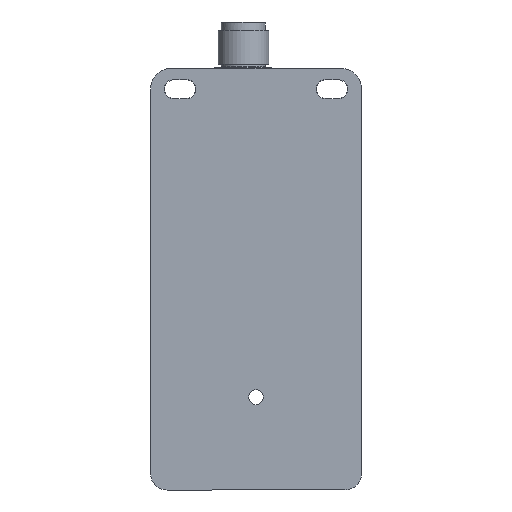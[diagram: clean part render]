
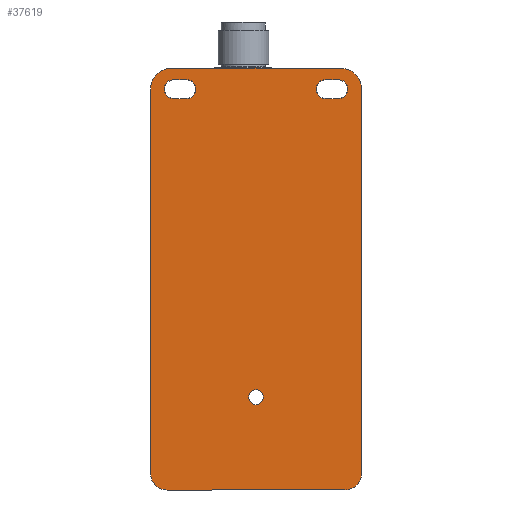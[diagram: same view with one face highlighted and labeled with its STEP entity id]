
A CAD part, front view. The second image highlights one B-rep face of the part: STEP entity #37619.
In plain terms, the highlighted face is planar.
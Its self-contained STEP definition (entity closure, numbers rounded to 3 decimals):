
#1403=FACE_BOUND('',#3743,.T.);
#1404=FACE_BOUND('',#3744,.T.);
#1405=FACE_BOUND('',#3745,.T.);
#1645=FACE_OUTER_BOUND('',#3742,.T.);
#3742=EDGE_LOOP('',(#23970,#23971,#23972,#23973,#23974,#23975,#23976,#23977,
#23978,#23979));
#3743=EDGE_LOOP('',(#23980));
#3744=EDGE_LOOP('',(#23981,#23982,#23983,#23984));
#3745=EDGE_LOOP('',(#23985,#23986,#23987,#23988));
#5909=CIRCLE('',#39814,1.75);
#5940=CIRCLE('',#39927,2.25);
#5941=CIRCLE('',#39928,2.25);
#5942=CIRCLE('',#39929,2.25);
#5943=CIRCLE('',#39930,2.25);
#7197=ELLIPSE('',#39923,5.002,5.);
#7198=ELLIPSE('',#39924,5.002,5.);
#7199=ELLIPSE('',#39925,3.928,3.927);
#7200=ELLIPSE('',#39926,3.928,3.927);
#7704=LINE('',#55156,#11132);
#7705=LINE('',#55158,#11133);
#7706=LINE('',#55162,#11134);
#7707=LINE('',#55166,#11135);
#7708=LINE('',#55168,#11136);
#7709=LINE('',#55172,#11137);
#7710=LINE('',#55176,#11138);
#7711=LINE('',#55180,#11139);
#7712=LINE('',#55184,#11140);
#7713=LINE('',#55188,#11141);
#11132=VECTOR('',#43882,0.011);
#11133=VECTOR('',#43883,91.364);
#11134=VECTOR('',#43886,40.002);
#11135=VECTOR('',#43889,91.364);
#11136=VECTOR('',#43890,0.011);
#11137=VECTOR('',#43893,42.148);
#11138=VECTOR('',#43896,3.);
#11139=VECTOR('',#43899,3.);
#11140=VECTOR('',#43902,3.);
#11141=VECTOR('',#43905,3.);
#14586=VERTEX_POINT('',#54857);
#14691=VERTEX_POINT('',#55154);
#14692=VERTEX_POINT('',#55155);
#14693=VERTEX_POINT('',#55157);
#14694=VERTEX_POINT('',#55159);
#14695=VERTEX_POINT('',#55161);
#14696=VERTEX_POINT('',#55163);
#14697=VERTEX_POINT('',#55165);
#14698=VERTEX_POINT('',#55167);
#14699=VERTEX_POINT('',#55169);
#14700=VERTEX_POINT('',#55171);
#14701=VERTEX_POINT('',#55174);
#14702=VERTEX_POINT('',#55175);
#14703=VERTEX_POINT('',#55177);
#14704=VERTEX_POINT('',#55179);
#14705=VERTEX_POINT('',#55182);
#14706=VERTEX_POINT('',#55183);
#14707=VERTEX_POINT('',#55185);
#14708=VERTEX_POINT('',#55187);
#18223=EDGE_CURVE('',#14586,#14586,#5909,.T.);
#18362=EDGE_CURVE('',#14691,#14692,#7704,.T.);
#18363=EDGE_CURVE('',#14693,#14691,#7705,.T.);
#18364=EDGE_CURVE('',#14694,#14693,#7197,.T.);
#18365=EDGE_CURVE('',#14695,#14694,#7706,.T.);
#18366=EDGE_CURVE('',#14696,#14695,#7198,.T.);
#18367=EDGE_CURVE('',#14697,#14696,#7707,.T.);
#18368=EDGE_CURVE('',#14698,#14697,#7708,.T.);
#18369=EDGE_CURVE('',#14699,#14698,#7199,.T.);
#18370=EDGE_CURVE('',#14699,#14700,#7709,.T.);
#18371=EDGE_CURVE('',#14692,#14700,#7200,.T.);
#18372=EDGE_CURVE('',#14701,#14702,#7710,.T.);
#18373=EDGE_CURVE('',#14702,#14703,#5940,.T.);
#18374=EDGE_CURVE('',#14703,#14704,#7711,.T.);
#18375=EDGE_CURVE('',#14704,#14701,#5941,.T.);
#18376=EDGE_CURVE('',#14705,#14706,#7712,.T.);
#18377=EDGE_CURVE('',#14706,#14707,#5942,.T.);
#18378=EDGE_CURVE('',#14707,#14708,#7713,.T.);
#18379=EDGE_CURVE('',#14708,#14705,#5943,.T.);
#23970=ORIENTED_EDGE('',*,*,#18362,.F.);
#23971=ORIENTED_EDGE('',*,*,#18363,.F.);
#23972=ORIENTED_EDGE('',*,*,#18364,.F.);
#23973=ORIENTED_EDGE('',*,*,#18365,.F.);
#23974=ORIENTED_EDGE('',*,*,#18366,.F.);
#23975=ORIENTED_EDGE('',*,*,#18367,.F.);
#23976=ORIENTED_EDGE('',*,*,#18368,.F.);
#23977=ORIENTED_EDGE('',*,*,#18369,.F.);
#23978=ORIENTED_EDGE('',*,*,#18370,.T.);
#23979=ORIENTED_EDGE('',*,*,#18371,.F.);
#23980=ORIENTED_EDGE('',*,*,#18223,.T.);
#23981=ORIENTED_EDGE('',*,*,#18372,.T.);
#23982=ORIENTED_EDGE('',*,*,#18373,.T.);
#23983=ORIENTED_EDGE('',*,*,#18374,.T.);
#23984=ORIENTED_EDGE('',*,*,#18375,.T.);
#23985=ORIENTED_EDGE('',*,*,#18376,.T.);
#23986=ORIENTED_EDGE('',*,*,#18377,.T.);
#23987=ORIENTED_EDGE('',*,*,#18378,.T.);
#23988=ORIENTED_EDGE('',*,*,#18379,.T.);
#34276=PLANE('',#39922);
#37619=ADVANCED_FACE('',(#1645,#1403,#1404,#1405),#34276,.F.);
#39814=AXIS2_PLACEMENT_3D('',#54858,#43593,#43594);
#39922=AXIS2_PLACEMENT_3D('',#55153,#43880,#43881);
#39923=AXIS2_PLACEMENT_3D('',#55160,#43884,#43885);
#39924=AXIS2_PLACEMENT_3D('',#55164,#43887,#43888);
#39925=AXIS2_PLACEMENT_3D('',#55170,#43891,#43892);
#39926=AXIS2_PLACEMENT_3D('',#55173,#43894,#43895);
#39927=AXIS2_PLACEMENT_3D('',#55178,#43897,#43898);
#39928=AXIS2_PLACEMENT_3D('',#55181,#43900,#43901);
#39929=AXIS2_PLACEMENT_3D('',#55186,#43903,#43904);
#39930=AXIS2_PLACEMENT_3D('',#55189,#43906,#43907);
#43593=DIRECTION('center_axis',(0.,0.,1.));
#43594=DIRECTION('ref_axis',(1.,0.,0.));
#43880=DIRECTION('center_axis',(0.,0.,1.));
#43881=DIRECTION('ref_axis',(1.,0.,0.));
#43882=DIRECTION('',(-1.,0.,0.));
#43883=DIRECTION('',(0.,1.,0.));
#43884=DIRECTION('center_axis',(0.,0.,1.));
#43885=DIRECTION('ref_axis',(0.707,-0.707,0.));
#43886=DIRECTION('',(1.,0.,0.));
#43887=DIRECTION('center_axis',(0.,0.,1.));
#43888=DIRECTION('ref_axis',(-0.707,-0.707,0.));
#43889=DIRECTION('',(0.,-1.,0.));
#43890=DIRECTION('',(-1.,0.,0.));
#43891=DIRECTION('center_axis',(0.,0.,1.));
#43892=DIRECTION('ref_axis',(-0.707,0.707,0.));
#43893=DIRECTION('',(1.,0.,0.));
#43894=DIRECTION('center_axis',(0.,0.,1.));
#43895=DIRECTION('ref_axis',(0.707,0.707,0.));
#43896=DIRECTION('',(1.,0.,0.));
#43897=DIRECTION('center_axis',(0.,0.,1.));
#43898=DIRECTION('ref_axis',(0.,-1.,0.));
#43899=DIRECTION('',(-1.,0.,0.));
#43900=DIRECTION('center_axis',(0.,0.,1.));
#43901=DIRECTION('ref_axis',(0.,1.,0.));
#43902=DIRECTION('',(-1.,0.,0.));
#43903=DIRECTION('center_axis',(0.,0.,1.));
#43904=DIRECTION('ref_axis',(0.,1.,0.));
#43905=DIRECTION('',(1.,0.,0.));
#43906=DIRECTION('center_axis',(0.,0.,1.));
#43907=DIRECTION('ref_axis',(0.,-1.,0.));
#54857=CARTESIAN_POINT('',(-1.75,78.,0.));
#54858=CARTESIAN_POINT('Origin',(0.,78.,0.));
#55153=CARTESIAN_POINT('Origin',(-18.,5.,0.));
#55154=CARTESIAN_POINT('',(25.,96.363,0.));
#55155=CARTESIAN_POINT('',(24.989,96.363,0.));
#55156=CARTESIAN_POINT('',(25.,96.363,0.));
#55157=CARTESIAN_POINT('',(25.,4.999,0.));
#55158=CARTESIAN_POINT('',(25.,4.999,0.));
#55159=CARTESIAN_POINT('',(20.001,0.,0.));
#55160=CARTESIAN_POINT('Origin',(19.999,5.001,0.));
#55161=CARTESIAN_POINT('',(-20.001,0.,0.));
#55162=CARTESIAN_POINT('',(-20.001,0.,0.));
#55163=CARTESIAN_POINT('',(-25.,4.999,0.));
#55164=CARTESIAN_POINT('Origin',(-19.999,5.001,0.));
#55165=CARTESIAN_POINT('',(-25.,96.363,0.));
#55166=CARTESIAN_POINT('',(-25.,96.363,0.));
#55167=CARTESIAN_POINT('',(-24.989,96.363,0.));
#55168=CARTESIAN_POINT('',(-24.989,96.363,0.));
#55169=CARTESIAN_POINT('',(-21.074,100.,0.));
#55170=CARTESIAN_POINT('Origin',(-21.073,96.073,0.));
#55171=CARTESIAN_POINT('',(21.074,100.,0.));
#55172=CARTESIAN_POINT('',(-21.074,100.,0.));
#55173=CARTESIAN_POINT('Origin',(21.073,96.073,0.));
#55174=CARTESIAN_POINT('',(16.5,2.75,0.));
#55175=CARTESIAN_POINT('',(19.5,2.75,0.));
#55176=CARTESIAN_POINT('',(16.5,2.75,0.));
#55177=CARTESIAN_POINT('',(19.5,7.25,0.));
#55178=CARTESIAN_POINT('Origin',(19.5,5.,0.));
#55179=CARTESIAN_POINT('',(16.5,7.25,0.));
#55180=CARTESIAN_POINT('',(19.5,7.25,0.));
#55181=CARTESIAN_POINT('Origin',(16.5,5.,0.));
#55182=CARTESIAN_POINT('',(-16.5,7.25,0.));
#55183=CARTESIAN_POINT('',(-19.5,7.25,0.));
#55184=CARTESIAN_POINT('',(-16.5,7.25,0.));
#55185=CARTESIAN_POINT('',(-19.5,2.75,0.));
#55186=CARTESIAN_POINT('Origin',(-19.5,5.,0.));
#55187=CARTESIAN_POINT('',(-16.5,2.75,0.));
#55188=CARTESIAN_POINT('',(-19.5,2.75,0.));
#55189=CARTESIAN_POINT('Origin',(-16.5,5.,0.));
